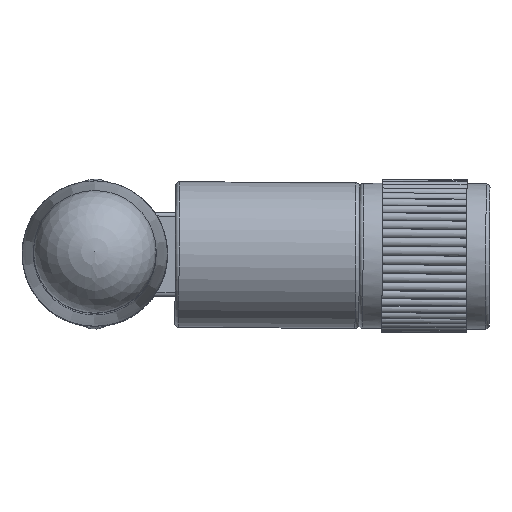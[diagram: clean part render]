
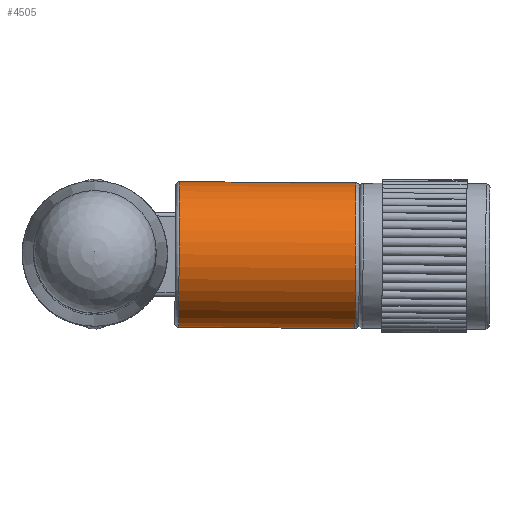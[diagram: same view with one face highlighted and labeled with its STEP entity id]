
A CAD part, top view. The second image highlights one B-rep face of the part: STEP entity #4505.
In plain terms, the highlighted cylindrical face has radius 4.75 mm (diameter 9.5 mm), a full revolution.
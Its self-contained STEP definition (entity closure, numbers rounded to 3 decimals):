
#364=LINE('',#7207,#602);
#602=VECTOR('',#5588,4.75);
#840=CYLINDRICAL_SURFACE('',#4884,4.75);
#954=FACE_OUTER_BOUND('',#1240,.T.);
#1240=EDGE_LOOP('',(#3139,#3140,#3141,#3142,#3143,#3144));
#1600=CIRCLE('',#4882,4.75);
#1601=CIRCLE('',#4883,4.75);
#1602=CIRCLE('',#4885,4.75);
#1603=CIRCLE('',#4886,4.75);
#1989=VERTEX_POINT('',#7200);
#1990=VERTEX_POINT('',#7202);
#1991=VERTEX_POINT('',#7206);
#1992=VERTEX_POINT('',#7208);
#2456=EDGE_CURVE('',#1989,#1990,#1600,.T.);
#2457=EDGE_CURVE('',#1990,#1989,#1601,.T.);
#2458=EDGE_CURVE('',#1989,#1991,#364,.T.);
#2459=EDGE_CURVE('',#1991,#1992,#1602,.T.);
#2460=EDGE_CURVE('',#1992,#1991,#1603,.T.);
#3139=ORIENTED_EDGE('',*,*,#2457,.F.);
#3140=ORIENTED_EDGE('',*,*,#2456,.F.);
#3141=ORIENTED_EDGE('',*,*,#2458,.T.);
#3142=ORIENTED_EDGE('',*,*,#2459,.T.);
#3143=ORIENTED_EDGE('',*,*,#2460,.T.);
#3144=ORIENTED_EDGE('',*,*,#2458,.F.);
#4505=ADVANCED_FACE('',(#954),#840,.T.);
#4882=AXIS2_PLACEMENT_3D('',#7203,#5582,#5583);
#4883=AXIS2_PLACEMENT_3D('',#7204,#5584,#5585);
#4884=AXIS2_PLACEMENT_3D('',#7205,#5586,#5587);
#4885=AXIS2_PLACEMENT_3D('',#7209,#5589,#5590);
#4886=AXIS2_PLACEMENT_3D('',#7210,#5591,#5592);
#5582=DIRECTION('center_axis',(0.,-1.,0.));
#5583=DIRECTION('ref_axis',(0.,0.,-1.));
#5584=DIRECTION('center_axis',(0.,-1.,0.));
#5585=DIRECTION('ref_axis',(0.,0.,-1.));
#5586=DIRECTION('center_axis',(0.,-1.,0.));
#5587=DIRECTION('ref_axis',(0.,0.,-1.));
#5588=DIRECTION('',(0.,1.,0.));
#5589=DIRECTION('center_axis',(0.,-1.,0.));
#5590=DIRECTION('ref_axis',(0.,0.,-1.));
#5591=DIRECTION('center_axis',(0.,-1.,0.));
#5592=DIRECTION('ref_axis',(0.,0.,-1.));
#7200=CARTESIAN_POINT('',(0.,0.25,4.75));
#7202=CARTESIAN_POINT('',(0.,0.25,-4.75));
#7203=CARTESIAN_POINT('Origin',(0.,0.25,0.));
#7204=CARTESIAN_POINT('Origin',(0.,0.25,0.));
#7205=CARTESIAN_POINT('Origin',(0.,0.,0.));
#7206=CARTESIAN_POINT('',(0.,11.75,4.75));
#7207=CARTESIAN_POINT('',(0.,0.,4.75));
#7208=CARTESIAN_POINT('',(0.,11.75,-4.75));
#7209=CARTESIAN_POINT('Origin',(0.,11.75,0.));
#7210=CARTESIAN_POINT('Origin',(0.,11.75,0.));
